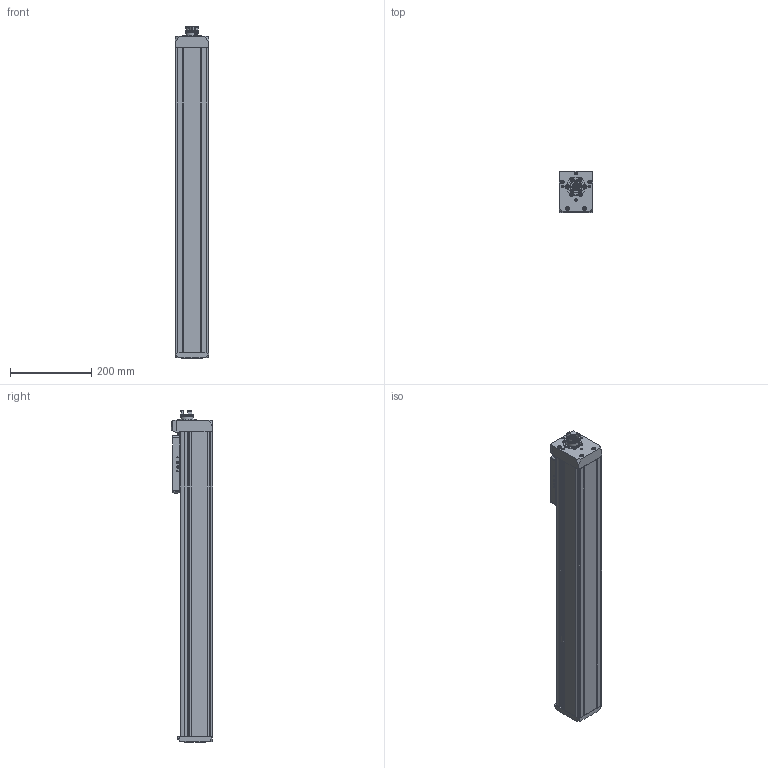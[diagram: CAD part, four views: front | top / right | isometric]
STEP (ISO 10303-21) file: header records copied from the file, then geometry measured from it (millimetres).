
FILE_DESCRIPTION(/* description */ ('STEP AP214'),/* implementation_level */ '2;1');
FILE_NAME(/* name */ '8192280_ELGD-BS-KF-80-600-0H-10P',/* time_stamp */ '2024-08-23T04:57:48+02:00',/* author */ ('License CC BY-ND 4.0'),/* organization */ ('CADENAS'),/* preprocessor_version */ 'ST-DEVELOPER v19.3',/* originating_system */ 'PARTsolutions',/* authorisation */ ' ');
FILE_SCHEMA (('AUTOMOTIVE_DESIGN {1 0 10303 214 3 1 1}'));
Length unit declared in the file: millimetre
Products named in the file (8): 8192280 ELGD-BS-KF-80-600-0H-10P---(0_high); 8176875 ELGD-BS-KF-80-600-0H-----(highh); 8176875 ELGD-TB-KF-80---(high_s); ISO-4026 M6x6; 340116 G1/8-AEVU; 8141996 EAMC-30-GB16-D12x10-A; ISO 14580 M5x12; ISO-4762 M4x12
Assembly tree (10 placements, depth 2):
  8192280 ELGD-BS-KF-80-600-0H-10P---(0_high)
    8176875 ELGD-BS-KF-80-600-0H-----(highh)
    8176875 ELGD-TB-KF-80---(high_s)
    ISO-4026 M6x6  x4
    340116 G1/8-AEVU
    8141996 EAMC-30-GB16-D12x10-A
    ISO 14580 M5x12
    ISO-4762 M4x12
Bounding box: 82.2 x 102.1 x 819.4 mm (x, y, z)
Volume: 4564956.5 mm3; surface area: 555197.7 mm2
Topology: 10 solids, 10 shells, 821 faces, 2083 edges, 1340 vertices
Faces by surface type: plane 398, cylinder 295, cone 108, torus 20
Full cylindrical faces by diameter (mm): 2.459 x4, 3.242 x5, 4 x1, 4.134 x1, 4.5 x1, 4.51 x1, 4.917 x12, 5 x1, 6 x6, 6.2 x1, 7 x1, 7.4 x1, 8.3 x1, 8.5 x8, 8.566 x1, 9 x6, 9.7 x4, 10 x4, 11 x1
Entity records: 23368 total; most frequent: CARTESIAN_POINT 4205, DIRECTION 3883, ORIENTED_EDGE 3558, EDGE_CURVE 1779, AXIS2_PLACEMENT_3D 1440, VERTEX_POINT 1245, LINE 1003, VECTOR 1003
